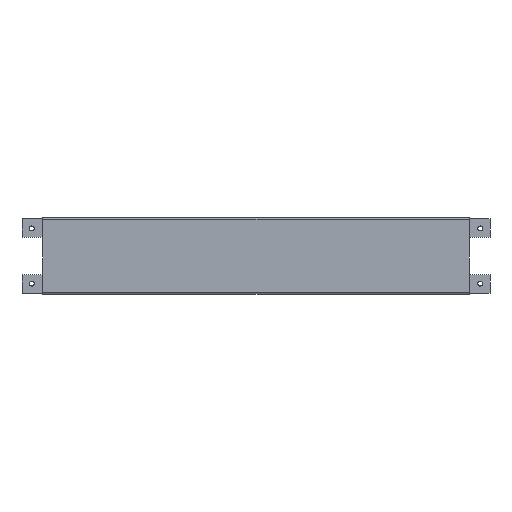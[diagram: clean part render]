
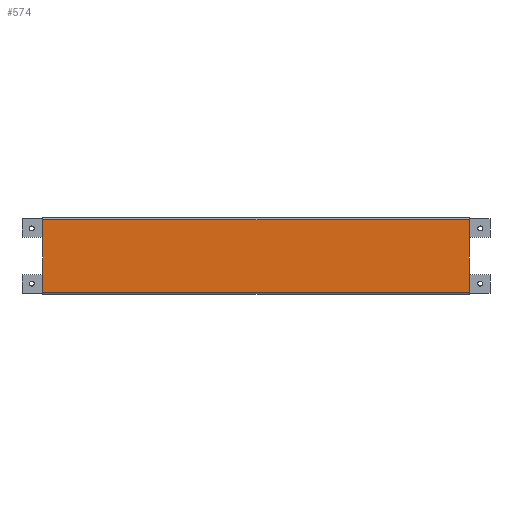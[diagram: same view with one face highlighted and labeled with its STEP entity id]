
A CAD part, top view. The second image highlights one B-rep face of the part: STEP entity #574.
In plain terms, the highlighted planar face has unit normal (0, 0, 1).
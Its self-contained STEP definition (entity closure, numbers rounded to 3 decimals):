
#414 = FACE_OUTER_BOUND ( 'NONE', #666, .T. ) ;
#574 = ADVANCED_FACE ( 'NONE', ( #414 ), #1258, .T. ) ;
#607 = ORIENTED_EDGE ( 'NONE', *, *, #1687, .T. ) ;
#666 = EDGE_LOOP ( 'NONE', ( #607, #667, #726, #757 ) ) ;
#667 = ORIENTED_EDGE ( 'NONE', *, *, #1443, .T. ) ;
#726 = ORIENTED_EDGE ( 'NONE', *, *, #1685, .T. ) ;
#757 = ORIENTED_EDGE ( 'NONE', *, *, #1683, .T. ) ;
#860 = LINE ( 'NONE', #1059, #863 ) ;
#863 = VECTOR ( 'NONE', #1058, 1000. ) ;
#998 = AXIS2_PLACEMENT_3D ( 'NONE', #1263, #1253, #1252 ) ;
#1058 = DIRECTION ( 'NONE',  ( 1., 0., 0. ) ) ;
#1059 = CARTESIAN_POINT ( 'NONE',  ( -216.5, -36.99, 2. ) ) ;
#1189 = CARTESIAN_POINT ( 'NONE',  ( 216.5, -36.99, 2. ) ) ;
#1197 = CARTESIAN_POINT ( 'NONE',  ( -216.5, -36.99, 2. ) ) ;
#1200 = CARTESIAN_POINT ( 'NONE',  ( -216.5, 36.99, 2. ) ) ;
#1227 = CARTESIAN_POINT ( 'NONE',  ( 216.5, 36.99, 2. ) ) ;
#1252 = DIRECTION ( 'NONE',  ( 1., 0., 0. ) ) ;
#1253 = DIRECTION ( 'NONE',  ( 0., 0., 1. ) ) ;
#1258 = PLANE ( 'NONE',  #998 ) ;
#1263 = CARTESIAN_POINT ( 'NONE',  ( -216.5, -37., 2. ) ) ;
#1387 = VERTEX_POINT ( 'NONE', #1227 ) ;
#1399 = VERTEX_POINT ( 'NONE', #1197 ) ;
#1402 = VERTEX_POINT ( 'NONE', #1200 ) ;
#1412 = VERTEX_POINT ( 'NONE', #1189 ) ;
#1443 = EDGE_CURVE ( 'NONE', #1399, #1412, #860, .T. ) ;
#1464 = CARTESIAN_POINT ( 'NONE',  ( 216.5, 37., 2. ) ) ;
#1467 = DIRECTION ( 'NONE',  ( 0., 1., 0. ) ) ;
#1469 = CARTESIAN_POINT ( 'NONE',  ( 216.5, 36.99, 2. ) ) ;
#1480 = CARTESIAN_POINT ( 'NONE',  ( -216.5, 37., 2. ) ) ;
#1481 = DIRECTION ( 'NONE',  ( 0., -1., 0. ) ) ;
#1508 = DIRECTION ( 'NONE',  ( -1., 0., 0. ) ) ;
#1533 = LINE ( 'NONE', #1480, #1534 ) ;
#1534 = VECTOR ( 'NONE', #1481, 1000. ) ;
#1547 = LINE ( 'NONE', #1469, #1601 ) ;
#1558 = VECTOR ( 'NONE', #1467, 1000. ) ;
#1600 = LINE ( 'NONE', #1464, #1558 ) ;
#1601 = VECTOR ( 'NONE', #1508, 1000. ) ;
#1683 = EDGE_CURVE ( 'NONE', #1387, #1402, #1547, .T. ) ;
#1685 = EDGE_CURVE ( 'NONE', #1412, #1387, #1600, .T. ) ;
#1687 = EDGE_CURVE ( 'NONE', #1402, #1399, #1533, .T. ) ;
